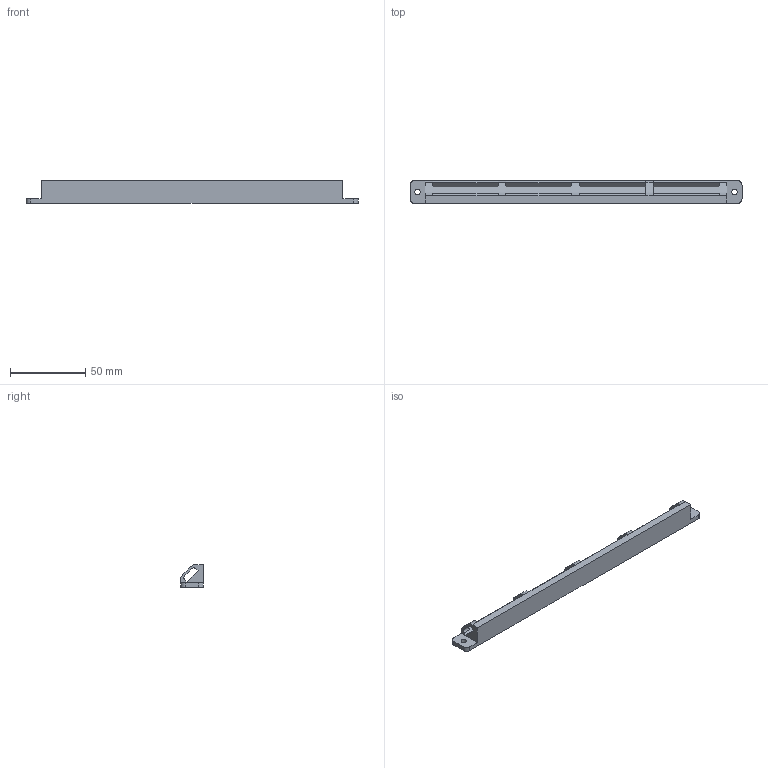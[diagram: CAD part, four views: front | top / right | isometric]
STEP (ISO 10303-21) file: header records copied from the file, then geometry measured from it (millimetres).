
FILE_DESCRIPTION(/* description */ (''),/* implementation_level */ '2;1');
FILE_NAME(/* name */ 'LedBar1515.step',/* time_stamp */ '2021-11-09T21:18:55+01:00',/* author */ (''),/* organization */ (''),/* preprocessor_version */ 'ST-DEVELOPER v18.1',/* originating_system */ 'Autodesk Translation Framework v10.10.0.1391',/* authorisation */ '');
FILE_SCHEMA (('AUTOMOTIVE_DESIGN { 1 0 10303 214 3 1 1 }'));
Length unit declared in the file: millimetre
Products named in the file (1): LedBar
Bounding box: 220 x 15 x 15 mm (x, y, z)
Volume: 28023.6 mm3; surface area: 14130.6 mm2
Topology: 1 solids, 1 shells, 70 faces, 212 edges, 136 vertices
Faces by surface type: plane 44, cylinder 26
Full cylindrical faces by diameter (mm): 3.7 x2
Entity records: 2421 total; most frequent: ORIENTED_EDGE 424, CARTESIAN_POINT 419, DIRECTION 406, EDGE_CURVE 212, LINE 160, VECTOR 160, VERTEX_POINT 136, AXIS2_PLACEMENT_3D 123
